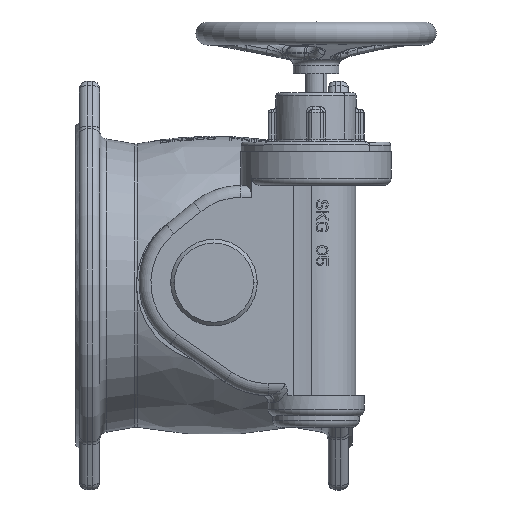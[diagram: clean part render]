
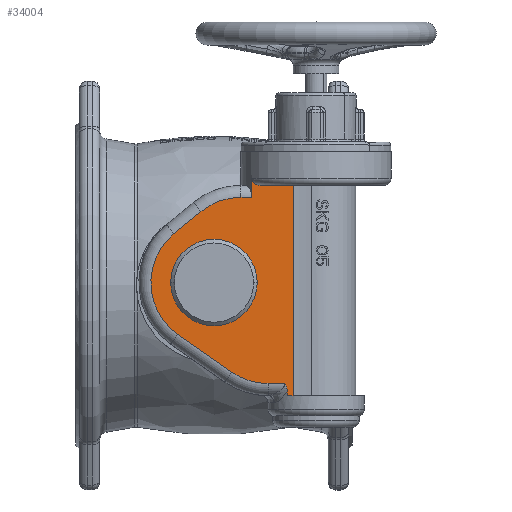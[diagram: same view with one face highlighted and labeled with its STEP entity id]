
A CAD part, top view. The second image highlights one B-rep face of the part: STEP entity #34004.
In plain terms, the highlighted planar face has unit normal (0, 0, 1).
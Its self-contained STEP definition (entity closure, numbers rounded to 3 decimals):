
#27339=CARTESIAN_POINT('',(-46.564,81.,32.));
#27340=CARTESIAN_POINT('',(-47.267,81.,32.));
#27341=CARTESIAN_POINT('',(-48.589,81.159,32.));
#27342=CARTESIAN_POINT('',(-50.407,81.843,32.));
#27343=CARTESIAN_POINT('',(-51.817,82.826,32.));
#27344=CARTESIAN_POINT('',(-52.908,84.098,32.));
#27345=CARTESIAN_POINT('',(-53.561,85.573,32.));
#27346=CARTESIAN_POINT('',(-53.687,86.521,32.));
#27347=CARTESIAN_POINT('',(-53.687,87.,32.));
#27376=DIRECTION('',(1.,0.,0.));
#27377=VECTOR('',#27376,27.459);
#27378=CARTESIAN_POINT('',(-46.564,81.,32.));
#27379=LINE('',#27378,#27377);
#28732=DIRECTION('',(1.,0.,0.));
#28733=VECTOR('',#28732,4.895);
#28734=CARTESIAN_POINT('',(-24.,-94.,32.));
#28735=LINE('',#28734,#28733);
#28829=DIRECTION('',(0.,-1.,0.));
#28830=VECTOR('',#28829,3.92);
#28831=CARTESIAN_POINT('',(-24.,-90.08,
32.));
#28832=LINE('',#28831,#28830);
#28836=DIRECTION('',(-1.,0.,0.));
#28837=VECTOR('',#28836,14.077);
#28838=CARTESIAN_POINT('',(-25.923,-84.,
32.));
#28839=LINE('',#28838,#28837);
#28843=CARTESIAN_POINT('',(-40.,-31.5,32.));
#28844=DIRECTION('',(0.,0.,-1.));
#28845=DIRECTION('',(0.,-1.,0.));
#28846=AXIS2_PLACEMENT_3D('',#28843,#28844,#28845);
#28851=DIRECTION('',(-0.819,0.573,0.));
#28852=VECTOR('',#28851,54.93);
#28853=CARTESIAN_POINT('',(-70.107,-74.51,32.));
#28854=LINE('',#28853,#28852);
#28858=CARTESIAN_POINT('',(-85.,0.,32.));
#28859=DIRECTION('',(0.,0.,-1.));
#28860=DIRECTION('',(-0.573,-0.819,0.));
#28861=AXIS2_PLACEMENT_3D('',#28858,#28859,#28860);
#28866=DIRECTION('',(0.772,0.635,0.));
#28867=VECTOR('',#28866,29.129);
#28868=CARTESIAN_POINT('',(-118.343,40.552,32.));
#28869=LINE('',#28868,#28867);
#28873=CARTESIAN_POINT('',(-62.5,18.5,32.));
#28874=DIRECTION('',(0.,0.,-1.));
#28875=DIRECTION('',(-0.635,0.772,0.));
#28876=AXIS2_PLACEMENT_3D('',#28873,#28874,#28875);
#28881=DIRECTION('',(1.,0.,0.));
#28882=VECTOR('',#28881,8.813);
#28883=CARTESIAN_POINT('',(-62.5,71.,32.));
#28884=LINE('',#28883,#28882);
#28888=DIRECTION('',(0.,1.,0.));
#28889=VECTOR('',#28888,175.);
#28890=CARTESIAN_POINT('',(-19.105,-94.,32.));
#28891=LINE('',#28890,#28889);
#28895=CARTESIAN_POINT('',(-85.,0.,32.));
#28896=DIRECTION('',(0.,0.,1.));
#28897=DIRECTION('',(1.,0.,0.));
#28898=AXIS2_PLACEMENT_3D('',#28895,#28896,#28897);
#28903=CARTESIAN_POINT('',(-85.,0.,32.));
#28904=DIRECTION('',(0.,0.,1.));
#28905=DIRECTION('',(-1.,0.,0.));
#28906=AXIS2_PLACEMENT_3D('',#28903,#28904,#28905);
#28911=CARTESIAN_POINT('',(-25.923,-84.,
32.));
#28912=CARTESIAN_POINT('',(-25.61,-84.406,
32.));
#28913=CARTESIAN_POINT('',(-25.047,-85.277,
32.));
#28914=CARTESIAN_POINT('',(-24.408,-86.853,
32.));
#28915=CARTESIAN_POINT('',(-24.059,-88.538,
32.));
#28916=CARTESIAN_POINT('',(-24.,-89.571,
32.));
#28917=CARTESIAN_POINT('',(-24.,-90.08,
32.));
#28961=DIRECTION('',(0.,-1.,0.));
#28962=VECTOR('',#28961,16.);
#28963=CARTESIAN_POINT('',(-53.687,87.,32.));
#28964=LINE('',#28963,#28962);
#32240=CARTESIAN_POINT('',(-53.687,87.,32.));
#32241=VERTEX_POINT('',#32240);
#32244=VERTEX_POINT('',#27339);
#32256=CARTESIAN_POINT('',(-19.105,81.,32.));
#32258=VERTEX_POINT('',#32256);
#32262=CARTESIAN_POINT('',(-19.105,-94.,32.));
#32263=VERTEX_POINT('',#32262);
#32272=CARTESIAN_POINT('',(-62.5,71.,32.));
#32273=CARTESIAN_POINT('',(-53.687,71.,32.));
#32274=VERTEX_POINT('',#32272);
#32275=VERTEX_POINT('',#32273);
#32282=CARTESIAN_POINT('',(-95.843,59.052,32.));
#32283=VERTEX_POINT('',#32282);
#32286=CARTESIAN_POINT('',(-118.343,40.552,32.));
#32287=VERTEX_POINT('',#32286);
#32290=CARTESIAN_POINT('',(-115.107,-43.01,32.));
#32291=VERTEX_POINT('',#32290);
#32294=CARTESIAN_POINT('',(-70.107,-74.51,32.));
#32295=VERTEX_POINT('',#32294);
#32296=CARTESIAN_POINT('',(-40.,-84.,32.));
#32297=VERTEX_POINT('',#32296);
#32298=CARTESIAN_POINT('',(-24.,-94.,32.));
#32299=VERTEX_POINT('',#32298);
#32312=VERTEX_POINT('',#28911);
#32313=VERTEX_POINT('',#28917);
#33095=CARTESIAN_POINT('',(-49.,0.,32.));
#33096=CARTESIAN_POINT('',(-121.,0.,32.));
#33097=VERTEX_POINT('',#33095);
#33098=VERTEX_POINT('',#33096);
#33973=CARTESIAN_POINT('',(0.,0.,32.));
#33974=DIRECTION('',(0.,0.,1.));
#33975=DIRECTION('',(1.,0.,0.));
#33976=AXIS2_PLACEMENT_3D('',#33973,#33974,#33975);
#33977=PLANE('',#33976);
#33978=ORIENTED_EDGE('',*,*,#33881,.F.);
#33980=ORIENTED_EDGE('',*,*,#33979,.F.);
#33982=ORIENTED_EDGE('',*,*,#33981,.T.);
#33983=ORIENTED_EDGE('',*,*,#33965,.T.);
#33984=ORIENTED_EDGE('',*,*,#33299,.T.);
#33985=ORIENTED_EDGE('',*,*,#33315,.T.);
#33986=ORIENTED_EDGE('',*,*,#33356,.T.);
#33987=ORIENTED_EDGE('',*,*,#33371,.T.);
#33989=ORIENTED_EDGE('',*,*,#33988,.T.);
#33991=ORIENTED_EDGE('',*,*,#33990,.F.);
#33992=ORIENTED_EDGE('',*,*,#33442,.F.);
#33993=ORIENTED_EDGE('',*,*,#33458,.T.);
#33994=ORIENTED_EDGE('',*,*,#33479,.F.);
#33995=ORIENTED_EDGE('',*,*,#33861,.F.);
#33996=EDGE_LOOP('',(#33978,#33980,#33982,#33983,#33984,#33985,#33986,#33987,
#33989,#33991,#33992,#33993,#33994,#33995));
#33997=FACE_OUTER_BOUND('',#33996,.F.);
#33999=ORIENTED_EDGE('',*,*,#33998,.T.);
#34001=ORIENTED_EDGE('',*,*,#34000,.T.);
#34002=EDGE_LOOP('',(#33999,#34001));
#34003=FACE_BOUND('',#34002,.F.);
#34004=ADVANCED_FACE('',(#33997,#34003),#33977,.T.);
#27348=B_SPLINE_CURVE_WITH_KNOTS('',3,(#27339,#27340,#27341,#27342,#27343,
#27344,#27345,#27346,#27347),.UNSPECIFIED.,.F.,.F.,(4,1,1,1,1,1,4),(0.,
0.167,0.333,0.5,0.667,0.833,
1.),.UNSPECIFIED.);
#28847=CIRCLE('',#28846,52.5);
#28862=CIRCLE('',#28861,52.5);
#28877=CIRCLE('',#28876,52.5);
#28899=CIRCLE('',#28898,36.);
#28907=CIRCLE('',#28906,36.);
#28918=B_SPLINE_CURVE_WITH_KNOTS('',3,(#28911,#28912,#28913,#28914,#28915,
#28916,#28917),.UNSPECIFIED.,.F.,.F.,(4,1,1,1,4),(0.,0.25,0.5,0.75,
1.),.UNSPECIFIED.);
#33299=EDGE_CURVE('',#32295,#32291,#28854,.T.);
#33315=EDGE_CURVE('',#32291,#32287,#28862,.T.);
#33356=EDGE_CURVE('',#32287,#32283,#28869,.T.);
#33371=EDGE_CURVE('',#32283,#32274,#28877,.T.);
#33442=EDGE_CURVE('',#32244,#32241,#27348,.T.);
#33458=EDGE_CURVE('',#32244,#32258,#27379,.T.);
#33479=EDGE_CURVE('',#32263,#32258,#28891,.T.);
#33861=EDGE_CURVE('',#32299,#32263,#28735,.T.);
#33881=EDGE_CURVE('',#32313,#32299,#28832,.T.);
#33965=EDGE_CURVE('',#32297,#32295,#28847,.T.);
#33979=EDGE_CURVE('',#32312,#32313,#28918,.T.);
#33981=EDGE_CURVE('',#32312,#32297,#28839,.T.);
#33988=EDGE_CURVE('',#32274,#32275,#28884,.T.);
#33990=EDGE_CURVE('',#32241,#32275,#28964,.T.);
#33998=EDGE_CURVE('',#33097,#33098,#28899,.T.);
#34000=EDGE_CURVE('',#33098,#33097,#28907,.T.);
